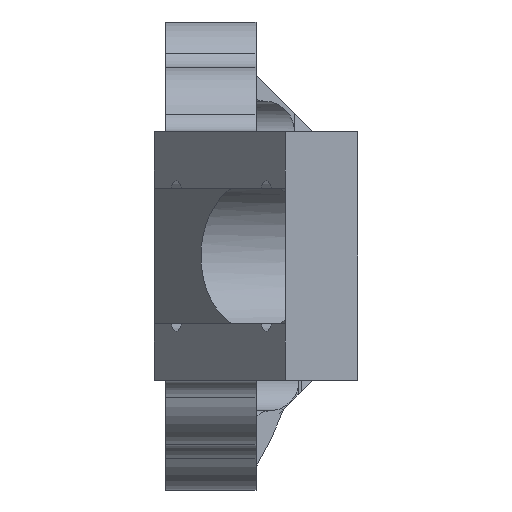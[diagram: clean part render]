
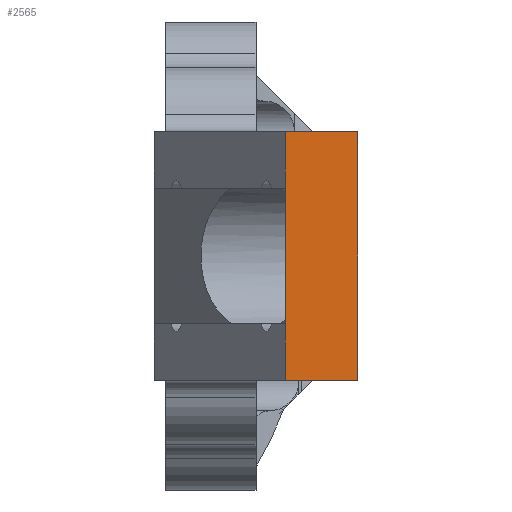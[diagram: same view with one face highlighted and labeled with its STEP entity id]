
A CAD part, left-side view. The second image highlights one B-rep face of the part: STEP entity #2565.
In plain terms, the highlighted planar face has unit normal (-1, 0, 0).
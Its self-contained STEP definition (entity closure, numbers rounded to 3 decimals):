
#316=FACE_OUTER_BOUND('',#457,.T.);
#457=EDGE_LOOP('',(#2317,#2318,#2319,#2320,#2321,#2322));
#677=LINE('',#4232,#937);
#706=LINE('',#4300,#966);
#710=LINE('',#4314,#970);
#713=LINE('',#4326,#973);
#720=LINE('',#4356,#980);
#721=LINE('',#4358,#981);
#937=VECTOR('',#3394,10.);
#966=VECTOR('',#3455,10.);
#970=VECTOR('',#3473,10.);
#973=VECTOR('',#3488,10.);
#980=VECTOR('',#3527,10.);
#981=VECTOR('',#3530,10.);
#1191=VERTEX_POINT('',#4229);
#1192=VERTEX_POINT('',#4231);
#1205=VERTEX_POINT('',#4268);
#1211=VERTEX_POINT('',#4286);
#1215=VERTEX_POINT('',#4299);
#1228=VERTEX_POINT('',#4354);
#1537=EDGE_CURVE('',#1192,#1191,#677,.T.);
#1571=EDGE_CURVE('',#1205,#1215,#706,.T.);
#1579=EDGE_CURVE('',#1211,#1205,#710,.T.);
#1586=EDGE_CURVE('',#1192,#1211,#713,.T.);
#1601=EDGE_CURVE('',#1228,#1191,#720,.T.);
#1602=EDGE_CURVE('',#1215,#1228,#721,.T.);
#2317=ORIENTED_EDGE('',*,*,#1602,.F.);
#2318=ORIENTED_EDGE('',*,*,#1571,.F.);
#2319=ORIENTED_EDGE('',*,*,#1579,.F.);
#2320=ORIENTED_EDGE('',*,*,#1586,.F.);
#2321=ORIENTED_EDGE('',*,*,#1537,.T.);
#2322=ORIENTED_EDGE('',*,*,#1601,.F.);
#2434=PLANE('',#2810);
#2565=ADVANCED_FACE('',(#316),#2434,.T.);
#2810=AXIS2_PLACEMENT_3D('',#4357,#3528,#3529);
#3394=DIRECTION('',(0.,-1.,0.));
#3455=DIRECTION('',(0.,0.,1.));
#3473=DIRECTION('',(0.,0.,1.));
#3488=DIRECTION('',(0.,0.,1.));
#3527=DIRECTION('',(0.,0.,-1.));
#3528=DIRECTION('center_axis',(-1.,0.,0.));
#3529=DIRECTION('ref_axis',(0.,0.,
1.));
#3530=DIRECTION('',(0.,-1.,0.));
#4229=CARTESIAN_POINT('',(-66.468,2.3,-5.5));
#4231=CARTESIAN_POINT('',(-66.468,5.5,-5.5));
#4232=CARTESIAN_POINT('',(-66.468,3.3,-5.5));
#4268=CARTESIAN_POINT('',(-66.468,5.5,3.));
#4286=CARTESIAN_POINT('',(-66.468,5.5,-3.));
#4299=CARTESIAN_POINT('',(-66.468,5.5,5.5));
#4300=CARTESIAN_POINT('',(-66.468,5.5,-5.5));
#4314=CARTESIAN_POINT('',(-66.468,5.5,-5.5));
#4326=CARTESIAN_POINT('',(-66.468,5.5,-5.5));
#4354=CARTESIAN_POINT('',(-66.468,2.3,5.5));
#4356=CARTESIAN_POINT('',(-66.468,2.3,-5.5));
#4357=CARTESIAN_POINT('Origin',(-66.468,3.3,-5.5));
#4358=CARTESIAN_POINT('',(-66.468,3.3,5.5));
